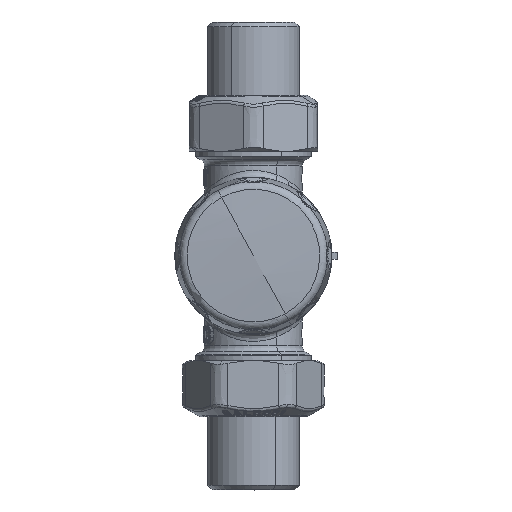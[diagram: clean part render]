
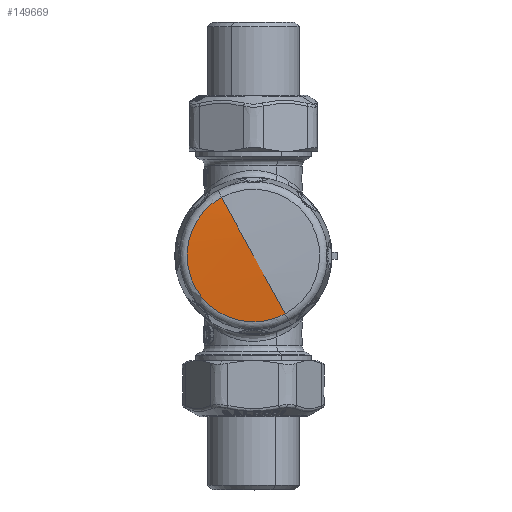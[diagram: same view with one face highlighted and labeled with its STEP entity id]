
A CAD part, top view. The second image highlights one B-rep face of the part: STEP entity #149669.
In plain terms, the highlighted spherical face has radius 200 mm.
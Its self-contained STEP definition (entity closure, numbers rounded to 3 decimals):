
#149576=CARTESIAN_POINT('Vertex',(-4.212,-110.078,158.604)) ;
#149579=CARTESIAN_POINT('Axis2P3D Location',(-13.319,-93.408,158.604)) ;
#149583=CARTESIAN_POINT('Vertex',(-22.426,-76.738,158.604)) ;
#149647=CARTESIAN_POINT('Axis2P3D Location',(-13.319,-93.408,-40.492)) ;
#149652=CARTESIAN_POINT('Axis2P3D Location',(-13.319,-93.408,-40.492)) ;
#149656=CARTESIAN_POINT('Vertex',(-13.319,-93.408,159.508)) ;
#149659=CARTESIAN_POINT('Axis2P3D Location',(-13.319,-93.408,-40.492)) ;
#149580=DIRECTION('Axis2P3D Direction',(0.,-0.,-1.)) ;
#149648=DIRECTION('Axis2P3D Direction',(0.,0.,1.)) ;
#149649=DIRECTION('Axis2P3D XDirection',(0.479,-0.878,0.)) ;
#149653=DIRECTION('Axis2P3D Direction',(0.878,0.479,-0.)) ;
#149660=DIRECTION('Axis2P3D Direction',(-0.878,-0.479,0.)) ;
#149581=AXIS2_PLACEMENT_3D('Circle Axis2P3D',#149579,#149580,$) ;
#149650=AXIS2_PLACEMENT_3D('Sphere Axis2P3D',#149647,#149648,#149649) ;
#149654=AXIS2_PLACEMENT_3D('Circle Axis2P3D',#149652,#149653,$) ;
#149661=AXIS2_PLACEMENT_3D('Circle Axis2P3D',#149659,#149660,$) ;
#149582=CIRCLE('generated circle',#149581,18.995) ;
#149655=CIRCLE('generated circle',#149654,200.) ;
#149662=CIRCLE('generated circle',#149661,200.) ;
#149651=SPHERICAL_SURFACE('',#149650,200.) ;
#149585=EDGE_CURVE('',#149584,#149577,#149582,.F.) ;
#149658=EDGE_CURVE('',#149657,#149584,#149655,.F.) ;
#149663=EDGE_CURVE('',#149657,#149577,#149662,.F.) ;
#149665=ORIENTED_EDGE('',*,*,#149658,.T.) ;
#149666=ORIENTED_EDGE('',*,*,#149585,.T.) ;
#149667=ORIENTED_EDGE('',*,*,#149663,.F.) ;
#149664=EDGE_LOOP('',(#149665,#149666,#149667)) ;
#149577=VERTEX_POINT('',#149576) ;
#149584=VERTEX_POINT('',#149583) ;
#149657=VERTEX_POINT('',#149656) ;
#149669=ADVANCED_FACE('PartBody',(#149668),#149651,.T.) ;
#149668=FACE_OUTER_BOUND('',#149664,.T.) ;
